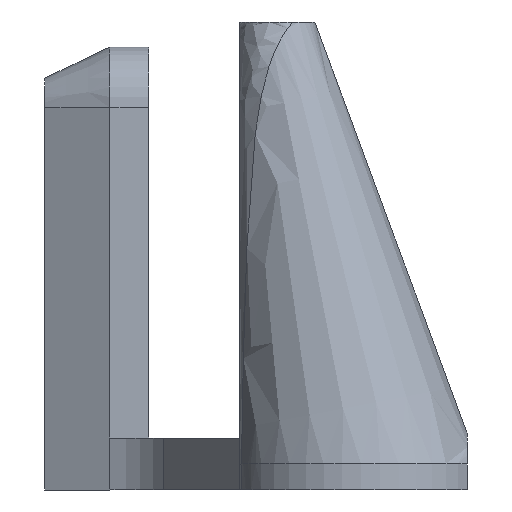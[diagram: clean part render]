
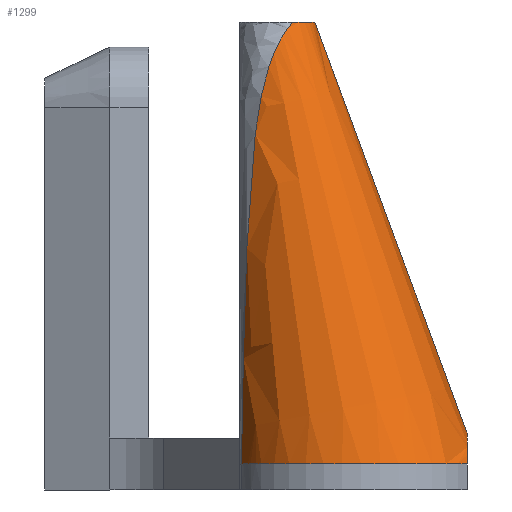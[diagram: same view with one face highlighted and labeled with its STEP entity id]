
A CAD part, left-side view. The second image highlights one B-rep face of the part: STEP entity #1299.
In plain terms, the highlighted conical face has half-angle 9.48 degrees and reference radius 10.846 mm.
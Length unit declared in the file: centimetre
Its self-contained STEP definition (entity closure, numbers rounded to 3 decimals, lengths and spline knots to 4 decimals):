
#20=ELLIPSE($,#1395,0.934,0.9169);
#21=ELLIPSE($,#1396,0.934,0.9169);
#24=ELLIPSE($,#1400,37.3052,3.4487);
#25=ELLIPSE($,#1401,0.3448,0.3385);
#34=CONICAL_SURFACE($,#1399,1.0846,0.165);
#71=B_SPLINE_CURVE_WITH_KNOTS($,3,(#2051,#2052,#2053,#2054,#2055,#2056,
#2057,#2058,#2059),.UNSPECIFIED.,.F.,.F.,(4,1,1,1,1,1,4),(0.2898,
0.4214,0.693,0.9646,1.2362,
1.6436,2.0492),.UNSPECIFIED.);
#152=FACE_OUTER_BOUND($,#239,.T.);
#239=EDGE_LOOP($,(#1028,#1029,#1030,#1031,#1032,#1033,#1034));
#330=LINE($,#2207,#451);
#331=LINE($,#2209,#452);
#451=VECTOR($,#1625,1.);
#452=VECTOR($,#1626,1.);
#611=VERTEX_POINT($,#2033);
#612=VERTEX_POINT($,#2050);
#627=VERTEX_POINT($,#2162);
#628=VERTEX_POINT($,#2163);
#632=VERTEX_POINT($,#2204);
#633=VERTEX_POINT($,#2206);
#634=VERTEX_POINT($,#2208);
#755=EDGE_CURVE($,#612,#611,#71,.T.);
#774=EDGE_CURVE($,#627,#628,#20,.T.);
#775=EDGE_CURVE($,#628,#611,#21,.T.);
#782=EDGE_CURVE($,#632,#627,#24,.T.);
#783=EDGE_CURVE($,#632,#633,#330,.T.);
#784=EDGE_CURVE($,#634,#633,#331,.F.);
#785=EDGE_CURVE($,#612,#634,#25,.T.);
#1028=ORIENTED_EDGE($,*,*,#755,.T.);
#1029=ORIENTED_EDGE($,*,*,#775,.F.);
#1030=ORIENTED_EDGE($,*,*,#774,.F.);
#1031=ORIENTED_EDGE($,*,*,#782,.F.);
#1032=ORIENTED_EDGE($,*,*,#783,.T.);
#1033=ORIENTED_EDGE($,*,*,#784,.F.);
#1034=ORIENTED_EDGE($,*,*,#785,.F.);
#1299=ADVANCED_FACE($,(#152),#34,.T.);
#1395=AXIS2_PLACEMENT_3D($,#2164,#1610,#1611);
#1396=AXIS2_PLACEMENT_3D($,#2165,#1612,#1613);
#1399=AXIS2_PLACEMENT_3D($,#2203,#1621,#1622);
#1400=AXIS2_PLACEMENT_3D($,#2205,#1623,#1624);
#1401=AXIS2_PLACEMENT_3D($,#2210,#1627,#1628);
#1610=DIRECTION('center_axis',(0.,0.,-1.));
#1611=DIRECTION('ref_axis',(0.,1.,0.));
#1612=DIRECTION('center_axis',(0.,0.,-1.));
#1613=DIRECTION('ref_axis',(0.,1.,0.));
#1621=DIRECTION('center_axis',(0.,-0.188,-0.982));
#1622=DIRECTION('ref_axis',(1.,0.,0.));
#1623=DIRECTION('center_axis',(0.,-1.,0.));
#1624=DIRECTION('ref_axis',(0.,0.,-1.));
#1625=DIRECTION($,(0.,0.347,0.938));
#1626=DIRECTION($,(0.,0.347,0.938));
#1627=DIRECTION('center_axis',(0.,0.,1.));
#1628=DIRECTION('ref_axis',(0.,1.,0.));
#2033=CARTESIAN_POINT('',(-0.4767,0.3617,-0.2));
#2050=CARTESIAN_POINT('',(-0.4923,-0.0321,3.2));
#2051=CARTESIAN_POINT('Ctrl Pts',(-0.4923,-0.0321,
3.2));
#2052=CARTESIAN_POINT('Ctrl Pts',(-0.5201,-0.0026,
3.165));
#2053=CARTESIAN_POINT('Ctrl Pts',(-0.5799,0.0897,
3.0374));
#2054=CARTESIAN_POINT('Ctrl Pts',(-0.6009,0.2015,
2.7347));
#2055=CARTESIAN_POINT('Ctrl Pts',(-0.5973,0.273,
2.2474));
#2056=CARTESIAN_POINT('Ctrl Pts',(-0.5797,0.3206,1.5705));
#2057=CARTESIAN_POINT('Ctrl Pts',(-0.5454,0.3473,
0.7078));
#2058=CARTESIAN_POINT('Ctrl Pts',(-0.5024,0.3578,
0.082));
#2059=CARTESIAN_POINT('Ctrl Pts',(-0.4767,0.3617,
-0.2));
#2162=CARTESIAN_POINT('',(-0.5882,-1.375,-0.2));
#2163=CARTESIAN_POINT('',(-0.6378,0.2919,-0.2));
#2164=CARTESIAN_POINT('Origin',(-0.2,-0.5288,-0.2));
#2165=CARTESIAN_POINT('Origin',(-0.2,-0.5288,-0.2));
#2203=CARTESIAN_POINT('Origin',(-0.2,-0.6886,-1.1895));
#2204=CARTESIAN_POINT('',(-0.2,-1.375,0.0371));
#2205=CARTESIAN_POINT('Origin',(-0.2,-1.375,-37.2681));
#2206=CARTESIAN_POINT('',(-0.2,-0.2148,3.1681));
#2207=CARTESIAN_POINT($,(-0.2,-1.7538,-0.9853));
#2208=CARTESIAN_POINT('',(-0.2,-0.203,3.2));
#2209=CARTESIAN_POINT($,(-0.2,-1.7538,-0.9853));
#2210=CARTESIAN_POINT('Origin',(-0.2,0.1418,3.2));
